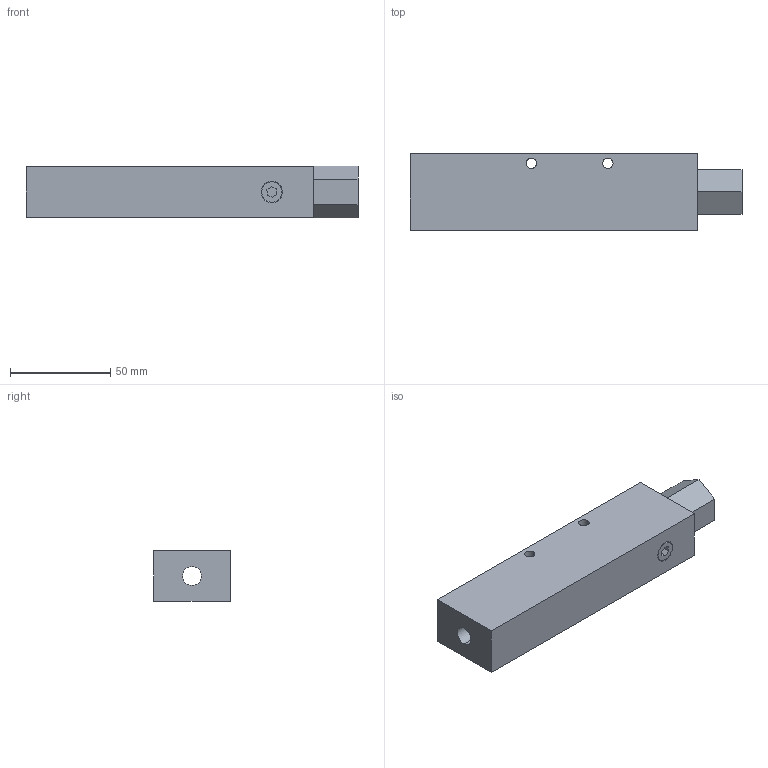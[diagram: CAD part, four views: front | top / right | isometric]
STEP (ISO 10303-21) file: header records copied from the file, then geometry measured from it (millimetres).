
FILE_DESCRIPTION (( 'STEP AP214' ), '1' );
FILE_NAME ('RAV375M.STEP', '2009-06-15T20:17:54', ( 'Valued Customer' ), ( 'Air-Vac Engineering' ), 'SwSTEP 2.0', 'SolidWorks 2008', '' );
FILE_SCHEMA (( 'AUTOMOTIVE_DESIGN' ));
Length unit declared in the file: inch
Products named in the file (5): RAV375M; TC3-37-3; RAVC; RAV375MG_Web Model; RAV375B_Web Model
Assembly tree (4 placements, depth 3):
  RAV375M
    RAV375B_Web Model
    RAV375MG_Web Model
      RAVC
    TC3-37-3
Bounding box: 165.35 x 38.1 x 25.66 mm (x, y, z)
Volume: 127798.2 mm3; surface area: 30437.5 mm2
Topology: 3 solids, 3 shells, 67 faces, 152 edges, 94 vertices
Faces by surface type: plane 28, cylinder 19, cone 18, torus 2
Entity records: 2591 total; most frequent: CARTESIAN_POINT 473, DIRECTION 358, ORIENTED_EDGE 304, EDGE_CURVE 152, AXIS2_PLACEMENT_3D 135, VERTEX_POINT 94, LINE 88, VECTOR 88
